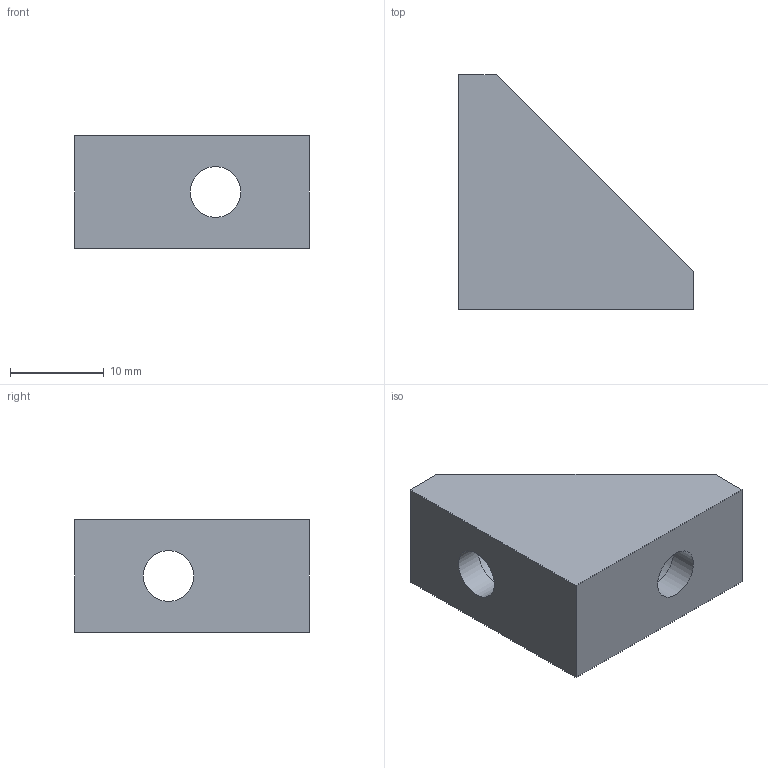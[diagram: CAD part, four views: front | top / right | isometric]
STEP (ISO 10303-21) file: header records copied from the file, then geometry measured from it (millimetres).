
FILE_DESCRIPTION(/* description */ ('Kątownik usztywniający 12x25'),/* implementation_level */ '2;1');
FILE_NAME(/* name */ '301225.stp',/* time_stamp */ '2022-10-07T10:03:18+02:00',/* author */ ('aluteckkpl_am'),/* organization */ (''),/* preprocessor_version */ 'ST-DEVELOPER v18.1',/* originating_system */ 'Autodesk Inventor 2021',/* authorisation */ '');
FILE_SCHEMA (('CONFIG_CONTROL_DESIGN'));
Length unit declared in the file: millimetre
Products named in the file (1): 301225
Bounding box: 25 x 25 x 12 mm (x, y, z)
Volume: 3500.9 mm3; surface area: 2383.4 mm2
Topology: 1 solids, 1 shells, 13 faces, 34 edges, 24 vertices
Faces by surface type: plane 9, cylinder 4
Full cylindrical faces by diameter (mm): 5.4 x2, 9 x2
Entity records: 464 total; most frequent: DIRECTION 77, CARTESIAN_POINT 72, ORIENTED_EDGE 68, EDGE_CURVE 34, AXIS2_PLACEMENT_3D 29, VERTEX_POINT 24, LINE 19, VECTOR 19
